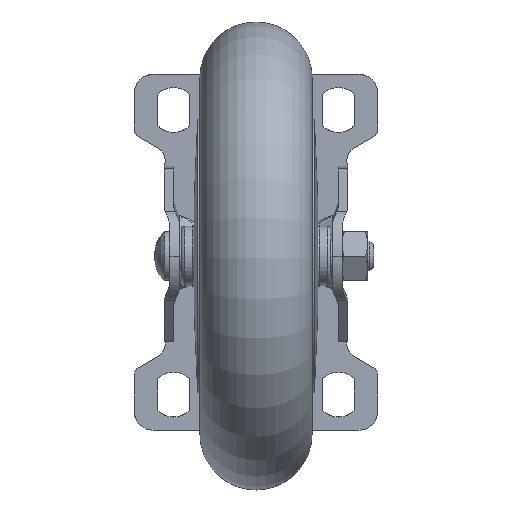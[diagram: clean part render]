
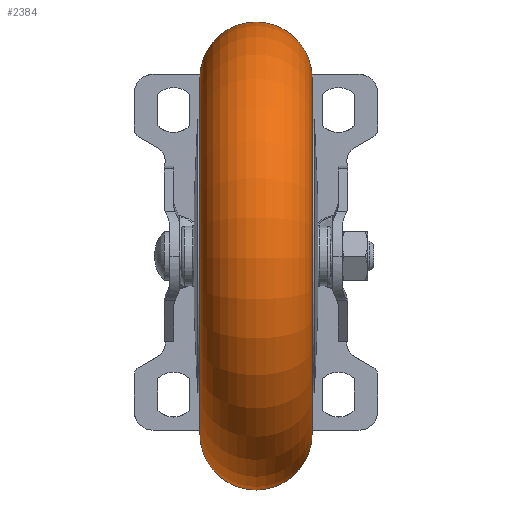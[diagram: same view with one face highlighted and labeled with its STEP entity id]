
A CAD part, front view. The second image highlights one B-rep face of the part: STEP entity #2384.
In plain terms, the highlighted toroidal (fillet/blend) face has major radius 47.5 mm and minor radius 15 mm.
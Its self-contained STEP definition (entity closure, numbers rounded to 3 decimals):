
#490 = ORIENTED_EDGE ( 'NONE', *, *, #14735, .T. ) ;
#1318 = DIRECTION ( 'NONE',  ( 0., 0., 1. ) ) ;
#1324 = CIRCLE ( 'NONE', #3033, 47.5 ) ;
#1835 = CARTESIAN_POINT ( 'NONE',  ( -15., 0., 47.5 ) ) ;
#1915 = DIRECTION ( 'NONE',  ( -1., 0., 0. ) ) ;
#2384 = ADVANCED_FACE ( 'NONE', ( #14924 ), #15792, .T. ) ;
#3033 = AXIS2_PLACEMENT_3D ( 'NONE', #7073, #26190, #9818 ) ;
#4574 = CARTESIAN_POINT ( 'NONE',  ( 15., 0., 47.5 ) ) ;
#4707 = EDGE_CURVE ( 'NONE', #34113, #5119, #34042, .T. ) ;
#5119 = VERTEX_POINT ( 'NONE', #1835 ) ;
#6690 = CARTESIAN_POINT ( 'NONE',  ( 0., 0., 0. ) ) ;
#7073 = CARTESIAN_POINT ( 'NONE',  ( -15., 0., 0. ) ) ;
#7115 = DIRECTION ( 'NONE',  ( 0., 1., 0. ) ) ;
#7285 = ORIENTED_EDGE ( 'NONE', *, *, #34684, .F. ) ;
#7734 = CARTESIAN_POINT ( 'NONE',  ( 15., 0., -47.5 ) ) ;
#8437 = AXIS2_PLACEMENT_3D ( 'NONE', #18305, #1915, #21045 ) ;
#9818 = DIRECTION ( 'NONE',  ( 0., 0., 1. ) ) ;
#11267 = CARTESIAN_POINT ( 'NONE',  ( 0., 0., 47.5 ) ) ;
#11437 = ORIENTED_EDGE ( 'NONE', *, *, #20896, .F. ) ;
#13969 = AXIS2_PLACEMENT_3D ( 'NONE', #11267, #30420, #14041 ) ;
#14041 = DIRECTION ( 'NONE',  ( 0., 0., -1. ) ) ;
#14735 = EDGE_CURVE ( 'NONE', #27765, #34113, #18257, .T. ) ;
#14924 = FACE_OUTER_BOUND ( 'NONE', #20806, .T. ) ;
#15514 = CIRCLE ( 'NONE', #27380, 15. ) ;
#15792 = TOROIDAL_SURFACE ( 'NONE', #30863, 47.5, 15. ) ;
#18257 = CIRCLE ( 'NONE', #8437, 47.5 ) ;
#18305 = CARTESIAN_POINT ( 'NONE',  ( 15., 0., 0. ) ) ;
#20153 = ORIENTED_EDGE ( 'NONE', *, *, #4707, .T. ) ;
#20806 = EDGE_LOOP ( 'NONE', ( #7285, #490, #20153, #11437 ) ) ;
#20896 = EDGE_CURVE ( 'NONE', #27798, #5119, #1324, .T. ) ;
#21045 = DIRECTION ( 'NONE',  ( 0., 0., 1. ) ) ;
#21841 = CARTESIAN_POINT ( 'NONE',  ( -15., 0., -47.5 ) ) ;
#23068 = DIRECTION ( 'NONE',  ( -1., 0., 0. ) ) ;
#23480 = CARTESIAN_POINT ( 'NONE',  ( 0., 0., -47.5 ) ) ;
#26190 = DIRECTION ( 'NONE',  ( -1., 0., 0. ) ) ;
#26235 = DIRECTION ( 'NONE',  ( 0., 0., 1. ) ) ;
#27380 = AXIS2_PLACEMENT_3D ( 'NONE', #23480, #7115, #26235 ) ;
#27765 = VERTEX_POINT ( 'NONE', #7734 ) ;
#27798 = VERTEX_POINT ( 'NONE', #21841 ) ;
#30420 = DIRECTION ( 'NONE',  ( 0., -1., 0. ) ) ;
#30863 = AXIS2_PLACEMENT_3D ( 'NONE', #6690, #23068, #1318 ) ;
#34042 = CIRCLE ( 'NONE', #13969, 15. ) ;
#34113 = VERTEX_POINT ( 'NONE', #4574 ) ;
#34684 = EDGE_CURVE ( 'NONE', #27765, #27798, #15514, .T. ) ;
